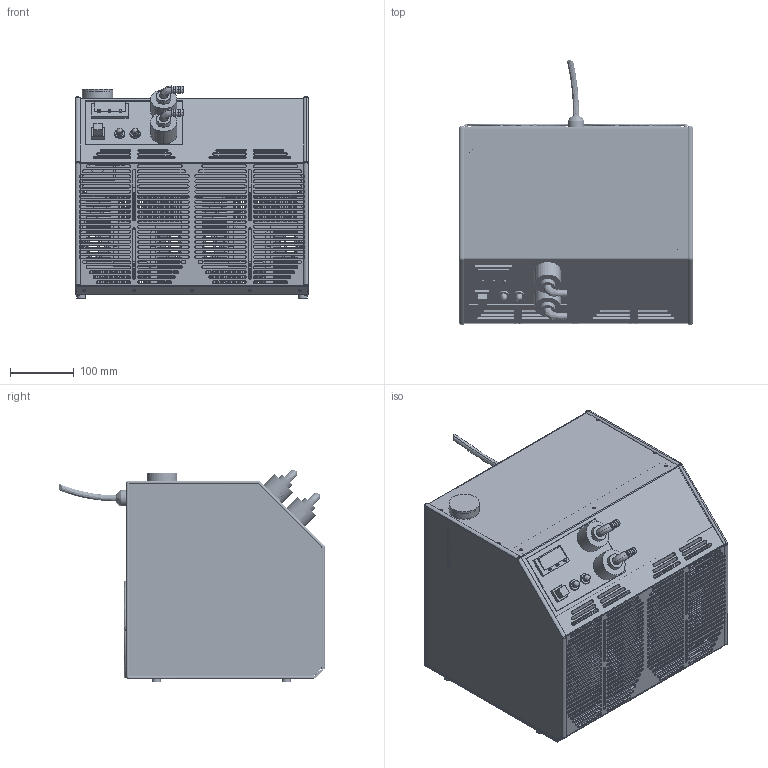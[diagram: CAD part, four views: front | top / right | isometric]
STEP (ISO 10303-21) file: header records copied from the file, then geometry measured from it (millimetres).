
FILE_DESCRIPTION (( 'STEP AP203' ), '1' );
FILE_NAME ('TLC-1400.STEP', '2016-06-27T14:57:48', ( '' ), ( '' ), 'SwSTEP 2.0', 'SolidWorks 2016', '' );
FILE_SCHEMA (( 'CONFIG_CONTROL_DESIGN' ));
Products named in the file (1): TLC-1400
Bounding box: 364.28 x 414.88 x 331.65 mm (x, y, z)
Surface area: 4638495.1 mm2 (no closed solid volume)
Topology: 0 solids, 101 shells, 4380 faces, 12671 edges, 8565 vertices
Faces by surface type: plane 3170, cylinder 981, bspline 213, cone 16
Entity records: 203050 total; most frequent: CARTESIAN_POINT 97231, ORIENTED_EDGE 24854, DIRECTION 16551, EDGE_CURVE 12639, VERTEX_POINT 8561, VECTOR 6187, LINE 6187, B_SPLINE_CURVE_WITH_KNOTS 5398
